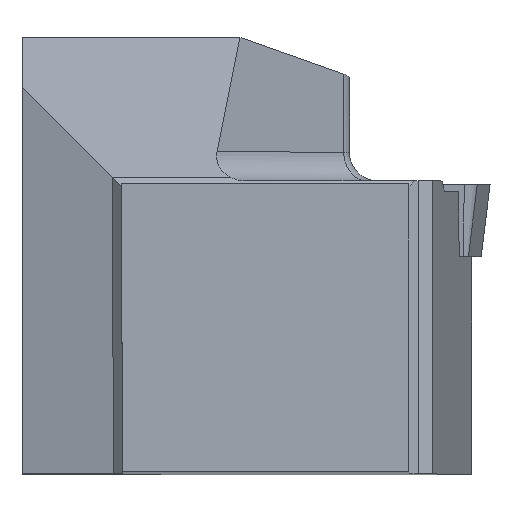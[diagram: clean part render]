
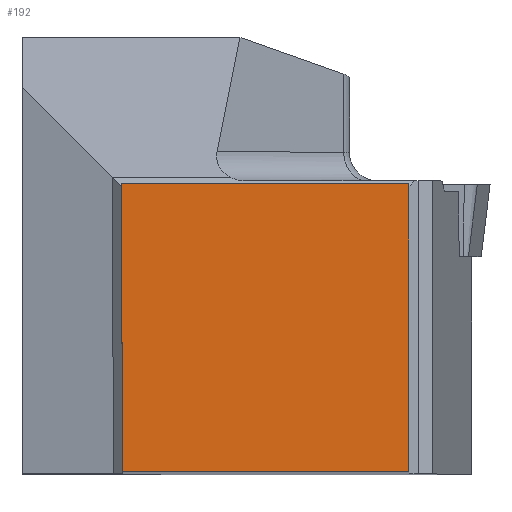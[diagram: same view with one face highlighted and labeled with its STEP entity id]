
A CAD part, top view. The second image highlights one B-rep face of the part: STEP entity #192.
In plain terms, the highlighted planar face has unit normal (0, 0, 1).
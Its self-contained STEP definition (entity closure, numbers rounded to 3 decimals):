
#143=FACE_OUTER_BOUND('',#490,.T.);
#192=ADVANCED_FACE('BLANK_BOXF006',(#143),#236,.F.);
#236=PLANE('',#1137);
#288=LINE('',#1638,#379);
#324=LINE('',#1778,#415);
#325=LINE('',#1780,#416);
#326=LINE('',#1782,#417);
#379=VECTOR('',#1285,1.);
#415=VECTOR('',#1361,1.);
#416=VECTOR('',#1362,1.);
#417=VECTOR('',#1363,1.);
#490=EDGE_LOOP('',(#664,#665,#666,#667));
#664=ORIENTED_EDGE('',*,*,#960,.T.);
#665=ORIENTED_EDGE('',*,*,#961,.T.);
#666=ORIENTED_EDGE('',*,*,#962,.T.);
#667=ORIENTED_EDGE('',*,*,#913,.T.);
#815=VERTEX_POINT('',#1637);
#816=VERTEX_POINT('',#1639);
#850=VERTEX_POINT('',#1779);
#851=VERTEX_POINT('',#1781);
#913=EDGE_CURVE('',#816,#815,#288,.T.);
#960=EDGE_CURVE('',#815,#850,#324,.T.);
#961=EDGE_CURVE('',#850,#851,#325,.T.);
#962=EDGE_CURVE('',#851,#816,#326,.T.);
#1137=AXIS2_PLACEMENT_3D('',#1783,#1364,#1365);
#1285=DIRECTION('',(1.,0.,0.));
#1361=DIRECTION('',(0.,1.,0.));
#1362=DIRECTION('',(-1.,0.,0.));
#1363=DIRECTION('',(0.004,-1.,0.));
#1364=DIRECTION('',(0.,0.,-1.));
#1365=DIRECTION('',(1.,0.,0.));
#1637=CARTESIAN_POINT('',(15.875,0.,0.));
#1638=CARTESIAN_POINT('',(-110.35,0.,0.));
#1639=CARTESIAN_POINT('',(0.069,0.,0.));
#1778=CARTESIAN_POINT('',(15.875,-110.35,0.));
#1779=CARTESIAN_POINT('',(15.875,15.875,0.));
#1780=CARTESIAN_POINT('',(110.35,15.875,0.));
#1781=CARTESIAN_POINT('',(0.,15.875,0.));
#1782=CARTESIAN_POINT('',(-0.412,110.349,0.));
#1783=CARTESIAN_POINT('',(29.35,-5.,0.));
